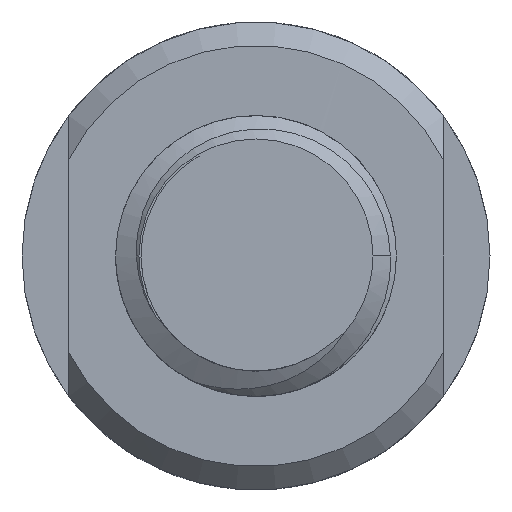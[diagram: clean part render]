
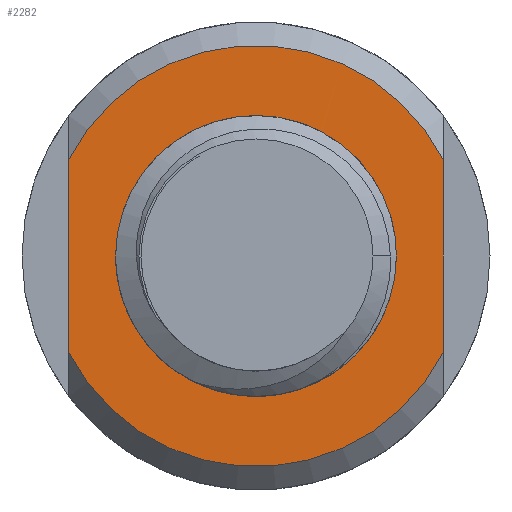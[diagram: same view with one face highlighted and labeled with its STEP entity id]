
A CAD part, front view. The second image highlights one B-rep face of the part: STEP entity #2282.
In plain terms, the highlighted planar face has unit normal (0, -1, 0).
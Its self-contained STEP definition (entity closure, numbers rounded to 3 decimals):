
#5 = VERTEX_POINT ( 'NONE', #1702 ) ;
#9 = ORIENTED_EDGE ( 'NONE', *, *, #40, .T. ) ;
#40 = EDGE_CURVE ( 'NONE', #2014, #419, #1057, .T. ) ;
#45 = CARTESIAN_POINT ( 'NONE',  ( 4., -63., 2.062 ) ) ;
#47 = CARTESIAN_POINT ( 'NONE',  ( -1.515, -63., -2.62 ) ) ;
#57 = CARTESIAN_POINT ( 'NONE',  ( 0.397, -63., -3. ) ) ;
#69 = CARTESIAN_POINT ( 'NONE',  ( 2.402, -63., -1.84 ) ) ;
#84 = DIRECTION ( 'NONE',  ( 0., -1., 0. ) ) ;
#114 = AXIS2_PLACEMENT_3D ( 'NONE', #949, #84, #1766 ) ;
#131 = CARTESIAN_POINT ( 'NONE',  ( 0.132, -63., 3. ) ) ;
#180 = CARTESIAN_POINT ( 'NONE',  ( 0., -63., 0. ) ) ;
#193 = CARTESIAN_POINT ( 'NONE',  ( 3., -63., 0. ) ) ;
#236 = CARTESIAN_POINT ( 'NONE',  ( 1.423, -62.998, 2.641 ) ) ;
#250 = CARTESIAN_POINT ( 'NONE',  ( 3., -63., -0.397 ) ) ;
#281 = PLANE ( 'NONE',  #875 ) ;
#291 = B_SPLINE_CURVE_WITH_KNOTS ( 'NONE', 3,
 ( #541, #1169, #995, #2352, #747, #1811, #2589, #2205, #1539, #582, #2165, #2194, #1393, #1797, #131, #788, #2392, #1365, #2574, #942, #1982 ),
 .UNSPECIFIED., .F., .F.,
 ( 4, 2, 2, 2, 2, 2, 2, 2, 1, 2, 4 ),
 ( 0., 0.041, 0.081, 0.122, 0.162, 0.203, 0.243, 0.264, 0.284, 0.304, 0.325 ),
 .UNSPECIFIED. ) ;
#298 = EDGE_CURVE ( 'NONE', #5, #2014, #291, .T. ) ;
#301 = CARTESIAN_POINT ( 'NONE',  ( -4., -63., 2.062 ) ) ;
#332 = B_SPLINE_CURVE_WITH_KNOTS ( 'NONE', 3,
 ( #236, #1090, #2031, #2610, #758, #395, #2582, #977, #2188, #193 ),
 .UNSPECIFIED., .F., .F.,
 ( 4, 2, 2, 2, 4 ),
 ( 0.329, 0.371, 0.414, 0.457, 0.5 ),
 .UNSPECIFIED. ) ;
#358 = EDGE_CURVE ( 'NONE', #574, #2613, #1128, .T. ) ;
#395 = CARTESIAN_POINT ( 'NONE',  ( 2.713, -63., 1.31 ) ) ;
#419 = VERTEX_POINT ( 'NONE', #2072 ) ;
#436 = EDGE_CURVE ( 'NONE', #419, #2547, #332, .T. ) ;
#437 = FACE_BOUND ( 'NONE', #1791, .T. ) ;
#443 = CARTESIAN_POINT ( 'NONE',  ( 1.84, -63., -2.402 ) ) ;
#449 = VECTOR ( 'NONE', #705, 1000. ) ;
#472 = CARTESIAN_POINT ( 'NONE',  ( 2.62, -63., -1.515 ) ) ;
#484 = CIRCLE ( 'NONE', #2558, 4.5 ) ;
#541 = CARTESIAN_POINT ( 'NONE',  ( -3., -63., 0. ) ) ;
#574 = VERTEX_POINT ( 'NONE', #1263 ) ;
#582 = CARTESIAN_POINT ( 'NONE',  ( -1.356, -63., 2.688 ) ) ;
#605 = EDGE_CURVE ( 'NONE', #2547, #5, #2105, .T. ) ;
#632 = ORIENTED_EDGE ( 'NONE', *, *, #436, .T. ) ;
#705 = DIRECTION ( 'NONE',  ( 0., 0., 1. ) ) ;
#725 = CARTESIAN_POINT ( 'NONE',  ( -4., -63., -5. ) ) ;
#726 = CARTESIAN_POINT ( 'NONE',  ( 1.423, -62.998, 2.641 ) ) ;
#747 = CARTESIAN_POINT ( 'NONE',  ( -2.742, -63., 1.243 ) ) ;
#758 = CARTESIAN_POINT ( 'NONE',  ( 2.438, -63., 1.77 ) ) ;
#786 = EDGE_CURVE ( 'NONE', #1781, #574, #2533, .T. ) ;
#788 = CARTESIAN_POINT ( 'NONE',  ( 0.386, -63., 2.978 ) ) ;
#868 = CARTESIAN_POINT ( 'NONE',  ( -2.619, -63., -1.515 ) ) ;
#875 = AXIS2_PLACEMENT_3D ( 'NONE', #2288, #2479, #1688 ) ;
#890 = CARTESIAN_POINT ( 'NONE',  ( -0.397, -63., -3. ) ) ;
#913 = CARTESIAN_POINT ( 'NONE',  ( 1.367, -63., 2.671 ) ) ;
#942 = CARTESIAN_POINT ( 'NONE',  ( 1.242, -63., 2.734 ) ) ;
#949 = CARTESIAN_POINT ( 'NONE',  ( 0., -63., 0. ) ) ;
#977 = CARTESIAN_POINT ( 'NONE',  ( 2.964, -63., 0.539 ) ) ;
#995 = CARTESIAN_POINT ( 'NONE',  ( -2.968, -63., 0.51 ) ) ;
#1024 = ORIENTED_EDGE ( 'NONE', *, *, #1275, .F. ) ;
#1057 = B_SPLINE_CURVE_WITH_KNOTS ( 'NONE', 3,
 ( #2290, #913, #2481, #1281, #726 ),
 .UNSPECIFIED., .F., .F.,
 ( 4, 1, 4 ),
 ( 0.325, 0.327, 0.329 ),
 .UNSPECIFIED. ) ;
#1090 = CARTESIAN_POINT ( 'NONE',  ( 1.66, -63., 2.514 ) ) ;
#1117 = ORIENTED_EDGE ( 'NONE', *, *, #605, .T. ) ;
#1128 = LINE ( 'NONE', #1621, #2445 ) ;
#1145 = LINE ( 'NONE', #725, #449 ) ;
#1153 = VERTEX_POINT ( 'NONE', #301 ) ;
#1169 = CARTESIAN_POINT ( 'NONE',  ( -3., -63., 0.258 ) ) ;
#1263 = CARTESIAN_POINT ( 'NONE',  ( 4., -63., -2.062 ) ) ;
#1269 = EDGE_LOOP ( 'NONE', ( #1407, #1024, #1564, #1796 ) ) ;
#1275 = EDGE_CURVE ( 'NONE', #1781, #1153, #1145, .T. ) ;
#1281 = CARTESIAN_POINT ( 'NONE',  ( 1.412, -63., 2.647 ) ) ;
#1284 = CARTESIAN_POINT ( 'NONE',  ( -0.781, -63., -2.924 ) ) ;
#1291 = FACE_OUTER_BOUND ( 'NONE', #1269, .T. ) ;
#1365 = CARTESIAN_POINT ( 'NONE',  ( 0.881, -63., 2.871 ) ) ;
#1370 = CARTESIAN_POINT ( 'NONE',  ( 1.356, -63., 2.676 ) ) ;
#1393 = CARTESIAN_POINT ( 'NONE',  ( -0.382, -63., 2.987 ) ) ;
#1406 = DIRECTION ( 'NONE',  ( 0., 0., 1. ) ) ;
#1407 = ORIENTED_EDGE ( 'NONE', *, *, #1660, .T. ) ;
#1501 = CARTESIAN_POINT ( 'NONE',  ( 2.924, -63., -0.781 ) ) ;
#1539 = CARTESIAN_POINT ( 'NONE',  ( -1.788, -63., 2.423 ) ) ;
#1564 = ORIENTED_EDGE ( 'NONE', *, *, #786, .T. ) ;
#1621 = CARTESIAN_POINT ( 'NONE',  ( 4., -63., -5. ) ) ;
#1660 = EDGE_CURVE ( 'NONE', #2613, #1153, #484, .T. ) ;
#1683 = CARTESIAN_POINT ( 'NONE',  ( -3., -63., -0.398 ) ) ;
#1688 = DIRECTION ( 'NONE',  ( -1., 0., 0. ) ) ;
#1693 = CARTESIAN_POINT ( 'NONE',  ( -2.924, -63., -0.781 ) ) ;
#1702 = CARTESIAN_POINT ( 'NONE',  ( -3., -63., 0. ) ) ;
#1708 = CARTESIAN_POINT ( 'NONE',  ( -2.402, -63., -1.84 ) ) ;
#1766 = DIRECTION ( 'NONE',  ( -1., 0., 0. ) ) ;
#1781 = VERTEX_POINT ( 'NONE', #1808 ) ;
#1791 = EDGE_LOOP ( 'NONE', ( #9, #632, #1117, #2426 ) ) ;
#1796 = ORIENTED_EDGE ( 'NONE', *, *, #358, .T. ) ;
#1797 = CARTESIAN_POINT ( 'NONE',  ( 0.003, -63., 3.003 ) ) ;
#1808 = CARTESIAN_POINT ( 'NONE',  ( -4., -63., -2.062 ) ) ;
#1811 = CARTESIAN_POINT ( 'NONE',  ( -2.495, -63., 1.687 ) ) ;
#1823 = DIRECTION ( 'NONE',  ( -1., 0., 0. ) ) ;
#1872 = CARTESIAN_POINT ( 'NONE',  ( 3., -63., 0. ) ) ;
#1884 = CARTESIAN_POINT ( 'NONE',  ( 0.781, -63., -2.924 ) ) ;
#1905 = CARTESIAN_POINT ( 'NONE',  ( 1.515, -63., -2.619 ) ) ;
#1982 = CARTESIAN_POINT ( 'NONE',  ( 1.356, -63., 2.676 ) ) ;
#2014 = VERTEX_POINT ( 'NONE', #1370 ) ;
#2031 = CARTESIAN_POINT ( 'NONE',  ( 1.876, -63., 2.357 ) ) ;
#2072 = CARTESIAN_POINT ( 'NONE',  ( 1.423, -62.998, 2.641 ) ) ;
#2098 = CARTESIAN_POINT ( 'NONE',  ( -1.84, -63., -2.402 ) ) ;
#2105 = B_SPLINE_CURVE_WITH_KNOTS ( 'NONE', 3,
 ( #1872, #250, #1501, #472, #69, #443, #1905, #1884, #57, #890, #1284, #47, #2098, #1708, #868, #1693, #1683, #2475 ),
 .UNSPECIFIED., .F., .F.,
 ( 4, 2, 2, 2, 2, 2, 2, 2, 4 ),
 ( 0.5, 0.563, 0.625, 0.688, 0.75, 0.813, 0.875, 0.938, 1. ),
 .UNSPECIFIED. ) ;
#2165 = CARTESIAN_POINT ( 'NONE',  ( -1.118, -63., 2.795 ) ) ;
#2167 = CARTESIAN_POINT ( 'NONE',  ( 3., -63., 0. ) ) ;
#2188 = CARTESIAN_POINT ( 'NONE',  ( 3., -63., 0.273 ) ) ;
#2194 = CARTESIAN_POINT ( 'NONE',  ( -0.631, -63., 2.945 ) ) ;
#2205 = CARTESIAN_POINT ( 'NONE',  ( -1.987, -63., 2.262 ) ) ;
#2282 = ADVANCED_FACE ( 'NONE', ( #1291, #437 ), #281, .F. ) ;
#2288 = CARTESIAN_POINT ( 'NONE',  ( 5., -63., 0. ) ) ;
#2290 = CARTESIAN_POINT ( 'NONE',  ( 1.356, -63., 2.676 ) ) ;
#2352 = CARTESIAN_POINT ( 'NONE',  ( -2.84, -63., 1.001 ) ) ;
#2392 = CARTESIAN_POINT ( 'NONE',  ( 0.637, -63., 2.941 ) ) ;
#2426 = ORIENTED_EDGE ( 'NONE', *, *, #298, .T. ) ;
#2445 = VECTOR ( 'NONE', #1406, 1000. ) ;
#2475 = CARTESIAN_POINT ( 'NONE',  ( -3., -63., 0. ) ) ;
#2479 = DIRECTION ( 'NONE',  ( 0., 1., 0. ) ) ;
#2481 = CARTESIAN_POINT ( 'NONE',  ( 1.39, -63., 2.659 ) ) ;
#2533 = CIRCLE ( 'NONE', #114, 4.5 ) ;
#2547 = VERTEX_POINT ( 'NONE', #2167 ) ;
#2558 = AXIS2_PLACEMENT_3D ( 'NONE', #180, #2571, #1823 ) ;
#2571 = DIRECTION ( 'NONE',  ( 0., -1., 0. ) ) ;
#2574 = CARTESIAN_POINT ( 'NONE',  ( 1.123, -63., 2.785 ) ) ;
#2582 = CARTESIAN_POINT ( 'NONE',  ( 2.821, -63., 1.056 ) ) ;
#2589 = CARTESIAN_POINT ( 'NONE',  ( -2.344, -63., 1.891 ) ) ;
#2610 = CARTESIAN_POINT ( 'NONE',  ( 2.269, -63., 1.981 ) ) ;
#2613 = VERTEX_POINT ( 'NONE', #45 ) ;
